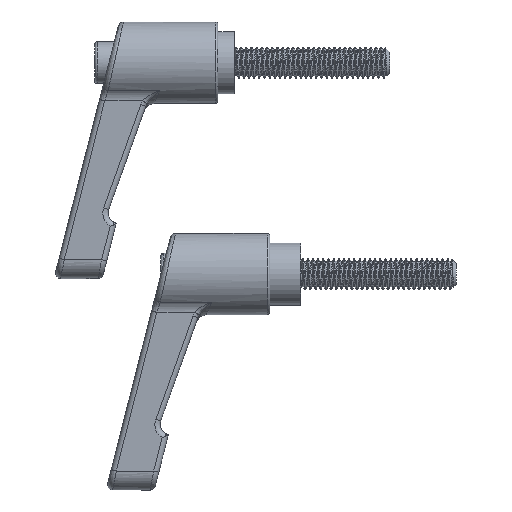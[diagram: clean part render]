
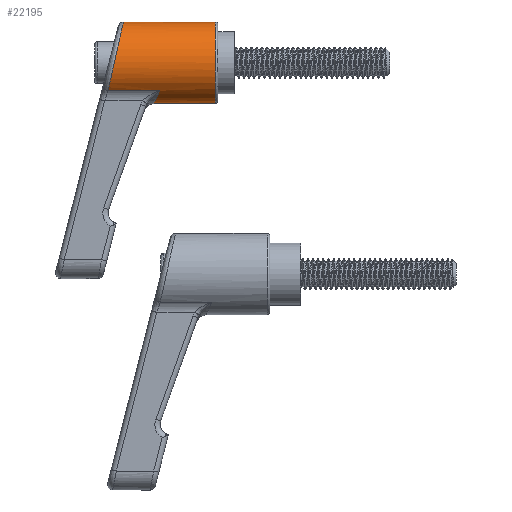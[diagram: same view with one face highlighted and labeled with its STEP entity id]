
A CAD part, left-side view. The second image highlights one B-rep face of the part: STEP entity #22195.
In plain terms, the highlighted cylindrical face has radius 7.85 mm (diameter 15.7 mm), a partial arc.
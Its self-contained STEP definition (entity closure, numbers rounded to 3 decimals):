
#288 = CARTESIAN_POINT ( 'NONE',  ( 0., 23., 0. ) ) ;
#1194 = VERTEX_POINT ( 'NONE', #10614 ) ;
#1227 = AXIS2_PLACEMENT_3D ( 'NONE', #288, #12470, #16600 ) ;
#1849 = CARTESIAN_POINT ( 'NONE',  ( -4.183, 11.919, -6.991 ) ) ;
#2007 = CARTESIAN_POINT ( 'NONE',  ( -5.686, 11.207, -5.412 ) ) ;
#2175 = CARTESIAN_POINT ( 'NONE',  ( -2.18, 12.306, -7.85 ) ) ;
#2871 = ORIENTED_EDGE ( 'NONE', *, *, #16824, .T. ) ;
#3441 = VERTEX_POINT ( 'NONE', #7073 ) ;
#4156 = VERTEX_POINT ( 'NONE', #5354 ) ;
#5343 = FACE_OUTER_BOUND ( 'NONE', #21749, .T. ) ;
#5354 = CARTESIAN_POINT ( 'NONE',  ( -5.686, 21.171, -5.412 ) ) ;
#5574 = EDGE_CURVE ( 'NONE', #4156, #42869, #27830, .T. ) ;
#5984 = CARTESIAN_POINT ( 'NONE',  ( 0., 12.306, -7.85 ) ) ;
#6491 = VERTEX_POINT ( 'NONE', #45497 ) ;
#7073 = CARTESIAN_POINT ( 'NONE',  ( 0., 12.306, -7.85 ) ) ;
#8720 = LINE ( 'NONE', #9823, #26468 ) ;
#9823 = CARTESIAN_POINT ( 'NONE',  ( 0., 23., 7.85 ) ) ;
#10576 = CARTESIAN_POINT ( 'NONE',  ( -5.686, 11.207, -5.412 ) ) ;
#10614 = CARTESIAN_POINT ( 'NONE',  ( 0., 0.5, -7.85 ) ) ;
#11367 = CARTESIAN_POINT ( 'NONE',  ( -5.686, 23., -5.412 ) ) ;
#11444 = DIRECTION ( 'NONE',  ( 0., 0., 1. ) ) ;
#12470 = DIRECTION ( 'NONE',  ( 0., -1., 0. ) ) ;
#13275 =( BOUNDED_CURVE ( )  B_SPLINE_CURVE ( 3, ( #25858, #43992, #36750, #17930 ),
 .UNSPECIFIED., .F., .T. ) 
 B_SPLINE_CURVE_WITH_KNOTS ( ( 4, 4 ),
 ( 0., 2.332 ),
 .UNSPECIFIED. ) 
 CURVE ( )  GEOMETRIC_REPRESENTATION_ITEM ( )  RATIONAL_B_SPLINE_CURVE ( ( 1., 0.596, 0.596, 1. ) ) 
 REPRESENTATION_ITEM ( '' )  );
#14087 = EDGE_CURVE ( 'NONE', #25718, #6491, #8720, .T. ) ;
#15217 = ORIENTED_EDGE ( 'NONE', *, *, #41349, .T. ) ;
#15746 = EDGE_CURVE ( 'NONE', #25718, #4156, #13275, .T. ) ;
#16600 = DIRECTION ( 'NONE',  ( 0., 0., -1. ) ) ;
#16759 = VECTOR ( 'NONE', #34133, 1000. ) ;
#16824 = EDGE_CURVE ( 'NONE', #42869, #3441, #20201, .T. ) ;
#17482 = EDGE_CURVE ( 'NONE', #1194, #6491, #47556, .T. ) ;
#17930 = CARTESIAN_POINT ( 'NONE',  ( -5.686, 21.171, -5.412 ) ) ;
#20201 =( BOUNDED_CURVE ( )  B_SPLINE_CURVE ( 3, ( #2007, #1849, #2175, #5984 ),
 .UNSPECIFIED., .F., .T. ) 
 B_SPLINE_CURVE_WITH_KNOTS ( ( 4, 4 ),
 ( 2.332, 3.142 ),
 .UNSPECIFIED. ) 
 CURVE ( )  GEOMETRIC_REPRESENTATION_ITEM ( )  RATIONAL_B_SPLINE_CURVE ( ( 1., 0.946, 0.946, 1. ) ) 
 REPRESENTATION_ITEM ( '' )  );
#21749 = EDGE_LOOP ( 'NONE', ( #30596, #48012, #38540, #2871, #15217, #40187 ) ) ;
#22195 = ADVANCED_FACE ( 'NONE', ( #5343 ), #34259, .T. ) ;
#24926 = VECTOR ( 'NONE', #33986, 1000. ) ;
#25718 = VERTEX_POINT ( 'NONE', #39090 ) ;
#25858 = CARTESIAN_POINT ( 'NONE',  ( 0., 18.223, 7.85 ) ) ;
#26468 = VECTOR ( 'NONE', #43648, 1000. ) ;
#27830 = LINE ( 'NONE', #11367, #24926 ) ;
#30596 = ORIENTED_EDGE ( 'NONE', *, *, #14087, .F. ) ;
#33986 = DIRECTION ( 'NONE',  ( 0., -1., 0. ) ) ;
#34133 = DIRECTION ( 'NONE',  ( 0., -1., 0. ) ) ;
#34229 = DIRECTION ( 'NONE',  ( 0., 1., 0. ) ) ;
#34259 = CYLINDRICAL_SURFACE ( 'NONE', #1227, 7.85 ) ;
#36750 = CARTESIAN_POINT ( 'NONE',  ( -11.25, 19.872, 0.433 ) ) ;
#36854 = LINE ( 'NONE', #37600, #16759 ) ;
#37600 = CARTESIAN_POINT ( 'NONE',  ( 0., 23., -7.85 ) ) ;
#37794 = AXIS2_PLACEMENT_3D ( 'NONE', #37854, #34229, #11444 ) ;
#37854 = CARTESIAN_POINT ( 'NONE',  ( 0., 0.5, 0. ) ) ;
#38540 = ORIENTED_EDGE ( 'NONE', *, *, #5574, .T. ) ;
#39090 = CARTESIAN_POINT ( 'NONE',  ( 0., 18.223, 7.85 ) ) ;
#40187 = ORIENTED_EDGE ( 'NONE', *, *, #17482, .T. ) ;
#41349 = EDGE_CURVE ( 'NONE', #3441, #1194, #36854, .T. ) ;
#42869 = VERTEX_POINT ( 'NONE', #10576 ) ;
#43648 = DIRECTION ( 'NONE',  ( 0., -1., 0. ) ) ;
#43992 = CARTESIAN_POINT ( 'NONE',  ( -8.07, 18.223, 7.85 ) ) ;
#45497 = CARTESIAN_POINT ( 'NONE',  ( 0., 0.5, 7.85 ) ) ;
#47556 = CIRCLE ( 'NONE', #37794, 7.85 ) ;
#48012 = ORIENTED_EDGE ( 'NONE', *, *, #15746, .T. ) ;
